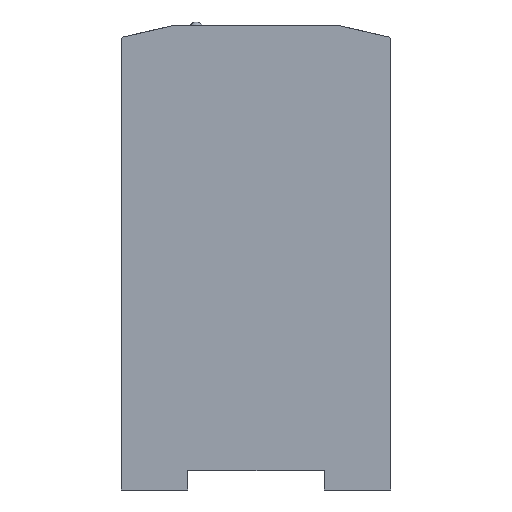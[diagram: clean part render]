
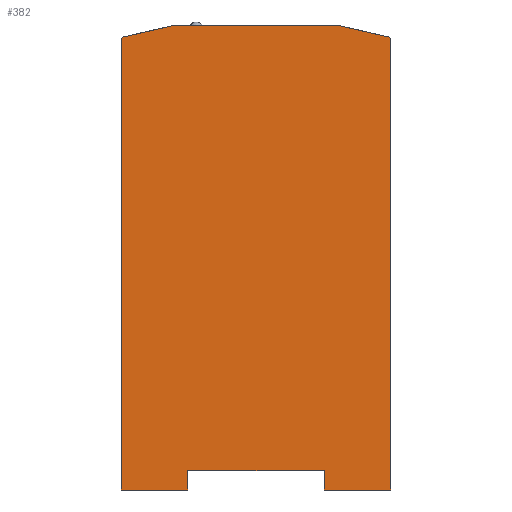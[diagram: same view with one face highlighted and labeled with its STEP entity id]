
A CAD part, left-side view. The second image highlights one B-rep face of the part: STEP entity #382.
In plain terms, the highlighted planar face has unit normal (-1, 0, 0).
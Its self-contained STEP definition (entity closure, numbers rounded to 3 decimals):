
#219 = VERTEX_POINT ( 'NONE', #1899 ) ;
#382 = ADVANCED_FACE ( 'NONE', ( #2497 ), #6763, .T. ) ;
#436 = EDGE_CURVE ( 'NONE', #3595, #9528, #6426, .T. ) ;
#442 = LINE ( 'NONE', #4922, #8063 ) ;
#465 = ORIENTED_EDGE ( 'NONE', *, *, #436, .T. ) ;
#494 = DIRECTION ( 'NONE',  ( 0., 1., 0. ) ) ;
#673 = VECTOR ( 'NONE', #7180, 1000. ) ;
#687 = CIRCLE ( 'NONE', #7992, 1. ) ;
#835 = VERTEX_POINT ( 'NONE', #7404 ) ;
#993 = CIRCLE ( 'NONE', #8541, 1. ) ;
#1035 = CARTESIAN_POINT ( 'NONE',  ( -22.65, 17.6, -115. ) ) ;
#1039 = EDGE_CURVE ( 'NONE', #2304, #4382, #9198, .T. ) ;
#1191 = CARTESIAN_POINT ( 'NONE',  ( -22.65, 34.9, -3.798 ) ) ;
#1234 = LINE ( 'NONE', #1915, #5145 ) ;
#1285 = DIRECTION ( 'NONE',  ( -1., 0., 0. ) ) ;
#1301 = VERTEX_POINT ( 'NONE', #9524 ) ;
#1314 = CARTESIAN_POINT ( 'NONE',  ( -22.65, 34.122, -2.823 ) ) ;
#1346 = DIRECTION ( 'NONE',  ( 0., 0.975, 0.222 ) ) ;
#1576 = ORIENTED_EDGE ( 'NONE', *, *, #1665, .F. ) ;
#1665 = EDGE_CURVE ( 'NONE', #1301, #2304, #442, .T. ) ;
#1899 = CARTESIAN_POINT ( 'NONE',  ( -22.65, 21.86, -0.025 ) ) ;
#1915 = CARTESIAN_POINT ( 'NONE',  ( -22.65, 21.637, 0. ) ) ;
#1995 = DIRECTION ( 'NONE',  ( 0., 1., 0. ) ) ;
#2104 = ORIENTED_EDGE ( 'NONE', *, *, #5738, .T. ) ;
#2175 = ORIENTED_EDGE ( 'NONE', *, *, #8680, .T. ) ;
#2273 = EDGE_CURVE ( 'NONE', #1301, #835, #4391, .T. ) ;
#2294 = DIRECTION ( 'NONE',  ( -1., 0., 0. ) ) ;
#2304 = VERTEX_POINT ( 'NONE', #4285 ) ;
#2310 = ORIENTED_EDGE ( 'NONE', *, *, #6362, .T. ) ;
#2488 = VECTOR ( 'NONE', #1346, 1000. ) ;
#2497 = FACE_OUTER_BOUND ( 'NONE', #5387, .T. ) ;
#2741 = DIRECTION ( 'NONE',  ( 0., 1., 0. ) ) ;
#2822 = CARTESIAN_POINT ( 'NONE',  ( -22.65, -21.86, -0.025 ) ) ;
#2840 = VECTOR ( 'NONE', #8123, 1000. ) ;
#2856 = LINE ( 'NONE', #3372, #6532 ) ;
#3035 = CARTESIAN_POINT ( 'NONE',  ( -22.65, -34.9, -120. ) ) ;
#3054 = CIRCLE ( 'NONE', #7960, 1. ) ;
#3245 = VERTEX_POINT ( 'NONE', #6582 ) ;
#3330 = VECTOR ( 'NONE', #8301, 1000. ) ;
#3349 = ORIENTED_EDGE ( 'NONE', *, *, #5013, .F. ) ;
#3365 = CARTESIAN_POINT ( 'NONE',  ( -22.65, 33.9, -3.798 ) ) ;
#3372 = CARTESIAN_POINT ( 'NONE',  ( -22.65, 34.122, -2.823 ) ) ;
#3402 = DIRECTION ( 'NONE',  ( 0., 0.975, -0.222 ) ) ;
#3595 = VERTEX_POINT ( 'NONE', #1191 ) ;
#3648 = EDGE_CURVE ( 'NONE', #5909, #219, #3054, .T. ) ;
#3689 = VERTEX_POINT ( 'NONE', #5005 ) ;
#3862 = DIRECTION ( 'NONE',  ( 0., 0., 1. ) ) ;
#3986 = AXIS2_PLACEMENT_3D ( 'NONE', #5267, #8269, #3862 ) ;
#4024 = DIRECTION ( 'NONE',  ( 0., 0., -1. ) ) ;
#4115 = DIRECTION ( 'NONE',  ( 0., 0., 1. ) ) ;
#4250 = CARTESIAN_POINT ( 'NONE',  ( -22.65, -33.9, -3.798 ) ) ;
#4284 = ORIENTED_EDGE ( 'NONE', *, *, #5907, .T. ) ;
#4285 = CARTESIAN_POINT ( 'NONE',  ( -22.65, 17.6, -115. ) ) ;
#4382 = VERTEX_POINT ( 'NONE', #5207 ) ;
#4391 = LINE ( 'NONE', #6440, #673 ) ;
#4815 = LINE ( 'NONE', #6613, #2840 ) ;
#4893 = EDGE_CURVE ( 'NONE', #3689, #3245, #6435, .T. ) ;
#4904 = VERTEX_POINT ( 'NONE', #3035 ) ;
#4922 = CARTESIAN_POINT ( 'NONE',  ( -22.65, -17.6, -115. ) ) ;
#4982 = DIRECTION ( 'NONE',  ( 0., 0., 1. ) ) ;
#5005 = CARTESIAN_POINT ( 'NONE',  ( -22.65, -21.86, -0.025 ) ) ;
#5013 = EDGE_CURVE ( 'NONE', #4904, #835, #7455, .T. ) ;
#5020 = ORIENTED_EDGE ( 'NONE', *, *, #7724, .T. ) ;
#5125 = CARTESIAN_POINT ( 'NONE',  ( -22.65, 21.637, 0. ) ) ;
#5145 = VECTOR ( 'NONE', #494, 1000. ) ;
#5195 = VERTEX_POINT ( 'NONE', #6325 ) ;
#5207 = CARTESIAN_POINT ( 'NONE',  ( -22.65, 17.6, -120. ) ) ;
#5258 = VECTOR ( 'NONE', #4024, 1000. ) ;
#5267 = CARTESIAN_POINT ( 'NONE',  ( -22.65, -33.9, -3.798 ) ) ;
#5387 = EDGE_LOOP ( 'NONE', ( #7485, #1576, #7754, #3349, #4284, #9192, #2310, #7523, #2104, #9402, #2175, #5020, #465, #8794 ) ) ;
#5703 = CARTESIAN_POINT ( 'NONE',  ( -22.65, 21.637, -1. ) ) ;
#5726 = VECTOR ( 'NONE', #2741, 1000. ) ;
#5738 = EDGE_CURVE ( 'NONE', #3245, #5909, #1234, .T. ) ;
#5761 = EDGE_CURVE ( 'NONE', #5195, #8522, #993, .T. ) ;
#5907 = EDGE_CURVE ( 'NONE', #4904, #5195, #4815, .T. ) ;
#5909 = VERTEX_POINT ( 'NONE', #5125 ) ;
#5955 = VECTOR ( 'NONE', #9016, 1000. ) ;
#6325 = CARTESIAN_POINT ( 'NONE',  ( -22.65, -34.9, -3.798 ) ) ;
#6362 = EDGE_CURVE ( 'NONE', #8522, #3689, #8643, .T. ) ;
#6426 = LINE ( 'NONE', #8332, #5955 ) ;
#6432 = DIRECTION ( 'NONE',  ( 0., 0., 1. ) ) ;
#6435 = CIRCLE ( 'NONE', #9273, 1. ) ;
#6440 = CARTESIAN_POINT ( 'NONE',  ( -22.65, -17.6, -115. ) ) ;
#6532 = VECTOR ( 'NONE', #3402, 1000. ) ;
#6582 = CARTESIAN_POINT ( 'NONE',  ( -22.65, -21.637, 0. ) ) ;
#6613 = CARTESIAN_POINT ( 'NONE',  ( -22.65, -34.9, -113. ) ) ;
#6690 = CARTESIAN_POINT ( 'NONE',  ( -22.65, -21.637, -1. ) ) ;
#6763 = PLANE ( 'NONE',  #3986 ) ;
#6812 = VERTEX_POINT ( 'NONE', #1314 ) ;
#6851 = CARTESIAN_POINT ( 'NONE',  ( -22.65, -34.122, -2.823 ) ) ;
#7180 = DIRECTION ( 'NONE',  ( 0., 0., -1. ) ) ;
#7404 = CARTESIAN_POINT ( 'NONE',  ( -22.65, -17.6, -120. ) ) ;
#7436 = LINE ( 'NONE', #7920, #5726 ) ;
#7441 = DIRECTION ( 'NONE',  ( 0., 0., 1. ) ) ;
#7455 = LINE ( 'NONE', #7541, #3330 ) ;
#7485 = ORIENTED_EDGE ( 'NONE', *, *, #1039, .F. ) ;
#7523 = ORIENTED_EDGE ( 'NONE', *, *, #4893, .T. ) ;
#7541 = CARTESIAN_POINT ( 'NONE',  ( -22.65, 34.9, -120. ) ) ;
#7724 = EDGE_CURVE ( 'NONE', #6812, #3595, #687, .T. ) ;
#7754 = ORIENTED_EDGE ( 'NONE', *, *, #2273, .T. ) ;
#7920 = CARTESIAN_POINT ( 'NONE',  ( -22.65, 34.9, -120. ) ) ;
#7960 = AXIS2_PLACEMENT_3D ( 'NONE', #5703, #1285, #6432 ) ;
#7992 = AXIS2_PLACEMENT_3D ( 'NONE', #3365, #8530, #4115 ) ;
#8063 = VECTOR ( 'NONE', #1995, 1000. ) ;
#8123 = DIRECTION ( 'NONE',  ( 0., 0., 1. ) ) ;
#8269 = DIRECTION ( 'NONE',  ( -1., 0., 0. ) ) ;
#8301 = DIRECTION ( 'NONE',  ( 0., 1., 0. ) ) ;
#8332 = CARTESIAN_POINT ( 'NONE',  ( -22.65, 34.9, -113. ) ) ;
#8522 = VERTEX_POINT ( 'NONE', #6851 ) ;
#8530 = DIRECTION ( 'NONE',  ( -1., 0., 0. ) ) ;
#8541 = AXIS2_PLACEMENT_3D ( 'NONE', #4250, #9408, #4982 ) ;
#8643 = LINE ( 'NONE', #2822, #2488 ) ;
#8680 = EDGE_CURVE ( 'NONE', #219, #6812, #2856, .T. ) ;
#8693 = CARTESIAN_POINT ( 'NONE',  ( -22.65, 34.9, -120. ) ) ;
#8794 = ORIENTED_EDGE ( 'NONE', *, *, #9504, .F. ) ;
#9016 = DIRECTION ( 'NONE',  ( 0., 0., -1. ) ) ;
#9192 = ORIENTED_EDGE ( 'NONE', *, *, #5761, .T. ) ;
#9198 = LINE ( 'NONE', #1035, #5258 ) ;
#9273 = AXIS2_PLACEMENT_3D ( 'NONE', #6690, #2294, #7441 ) ;
#9402 = ORIENTED_EDGE ( 'NONE', *, *, #3648, .T. ) ;
#9408 = DIRECTION ( 'NONE',  ( -1., 0., 0. ) ) ;
#9504 = EDGE_CURVE ( 'NONE', #4382, #9528, #7436, .T. ) ;
#9524 = CARTESIAN_POINT ( 'NONE',  ( -22.65, -17.6, -115. ) ) ;
#9528 = VERTEX_POINT ( 'NONE', #8693 ) ;
